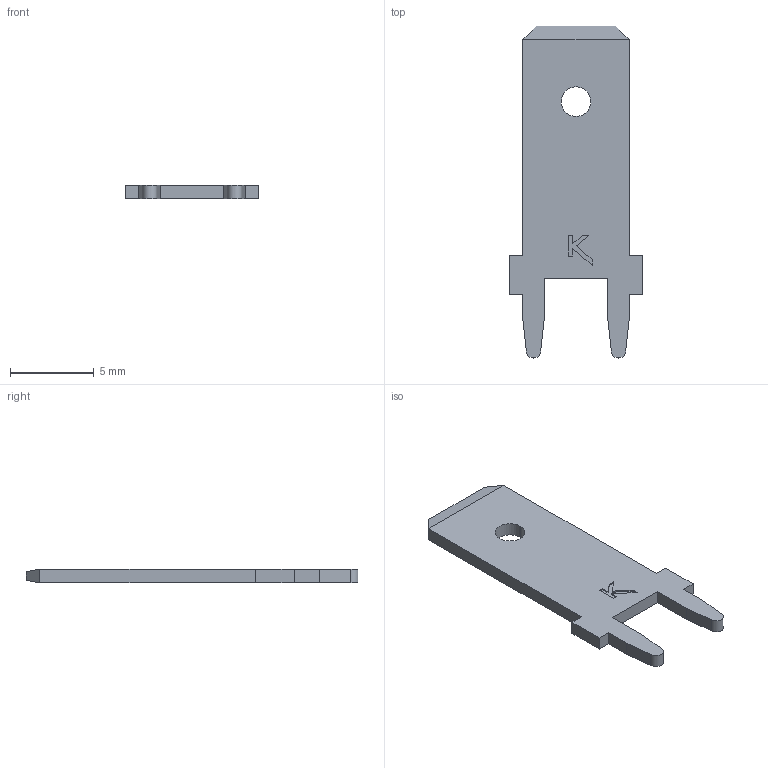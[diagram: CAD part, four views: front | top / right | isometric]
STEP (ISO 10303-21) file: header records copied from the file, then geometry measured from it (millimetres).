
FILE_DESCRIPTION (( 'STEP AP214' ), '1' );
FILE_NAME ('1289_rev.D.STEP', '2012-08-22T19:12:27', ( 'Richard Maletta' ), ( '' ), 'SwSTEP 2.0', 'SolidWorks 2009', '' );
FILE_SCHEMA (( 'AUTOMOTIVE_DESIGN' ));
Length unit declared in the file: inch
Products named in the file (1): 1289_rev.D
Bounding box: 7.92 x 19.84 x 0.81 mm (x, y, z)
Volume: 86.4 mm3; surface area: 268.7 mm2
Topology: 1 solids, 1 shells, 40 faces, 107 edges, 70 vertices
Faces by surface type: plane 36, cylinder 4
Entity records: 1271 total; most frequent: CARTESIAN_POINT 218, ORIENTED_EDGE 214, DIRECTION 197, EDGE_CURVE 107, VECTOR 99, LINE 99, VERTEX_POINT 70, AXIS2_PLACEMENT_3D 49
